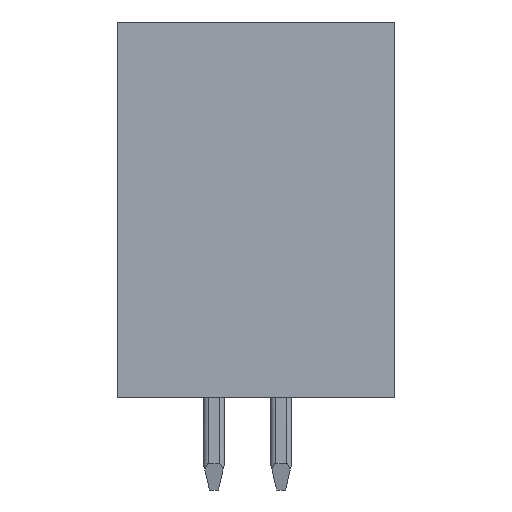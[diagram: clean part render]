
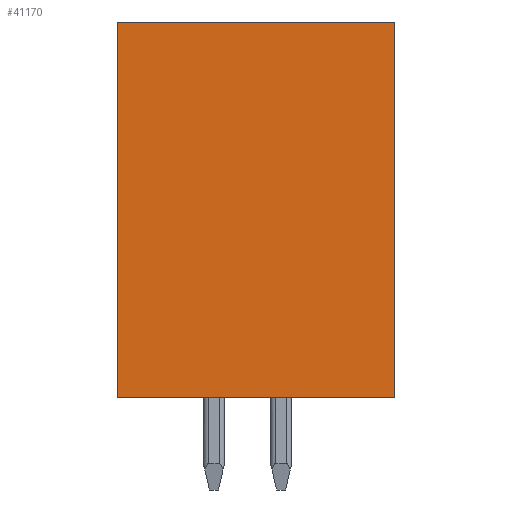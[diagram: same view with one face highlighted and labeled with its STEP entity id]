
A CAD part, front view. The second image highlights one B-rep face of the part: STEP entity #41170.
In plain terms, the highlighted planar face has unit normal (0, -1, 0).
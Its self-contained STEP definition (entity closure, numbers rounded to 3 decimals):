
#16147=DIRECTION('',(0.,0.,-1.));
#16148=VECTOR('',#16147,14.2);
#16149=CARTESIAN_POINT('',(-5.25,-42.89,7.1));
#16150=LINE('',#16149,#16148);
#16151=DIRECTION('',(-1.,0.,0.));
#16152=VECTOR('',#16151,10.5);
#16153=CARTESIAN_POINT('',(5.25,-42.89,7.1));
#16154=LINE('',#16153,#16152);
#16155=DIRECTION('',(0.,0.,1.));
#16156=VECTOR('',#16155,14.2);
#16157=CARTESIAN_POINT('',(5.25,-42.89,-7.1));
#16158=LINE('',#16157,#16156);
#16159=DIRECTION('',(1.,0.,0.));
#16160=VECTOR('',#16159,10.5);
#16161=CARTESIAN_POINT('',(-5.25,-42.89,-7.1));
#16162=LINE('',#16161,#16160);
#16271=CARTESIAN_POINT('',(-5.25,-42.89,7.1));
#16272=CARTESIAN_POINT('',(-5.25,-42.89,-7.1));
#16273=VERTEX_POINT('',#16271);
#16274=VERTEX_POINT('',#16272);
#16275=CARTESIAN_POINT('',(5.25,-42.89,-7.1));
#16276=VERTEX_POINT('',#16275);
#16277=CARTESIAN_POINT('',(5.25,-42.89,7.1));
#16278=VERTEX_POINT('',#16277);
#41159=CARTESIAN_POINT('',(0.,-42.89,0.));
#41160=DIRECTION('',(0.,-1.,0.));
#41161=DIRECTION('',(1.,0.,0.));
#41162=AXIS2_PLACEMENT_3D('',#41159,#41160,#41161);
#41163=PLANE('',#41162);
#41164=ORIENTED_EDGE('',*,*,#20230,.F.);
#41165=ORIENTED_EDGE('',*,*,#20708,.F.);
#41166=ORIENTED_EDGE('',*,*,#20805,.F.);
#41167=ORIENTED_EDGE('',*,*,#21074,.F.);
#41168=EDGE_LOOP('',(#41164,#41165,#41166,#41167));
#41169=FACE_OUTER_BOUND('',#41168,.F.);
#41170=ADVANCED_FACE('',(#41169),#41163,.T.);
#20230=EDGE_CURVE('',#16273,#16274,#16150,.T.);
#20708=EDGE_CURVE('',#16278,#16273,#16154,.T.);
#20805=EDGE_CURVE('',#16276,#16278,#16158,.T.);
#21074=EDGE_CURVE('',#16274,#16276,#16162,.T.);
